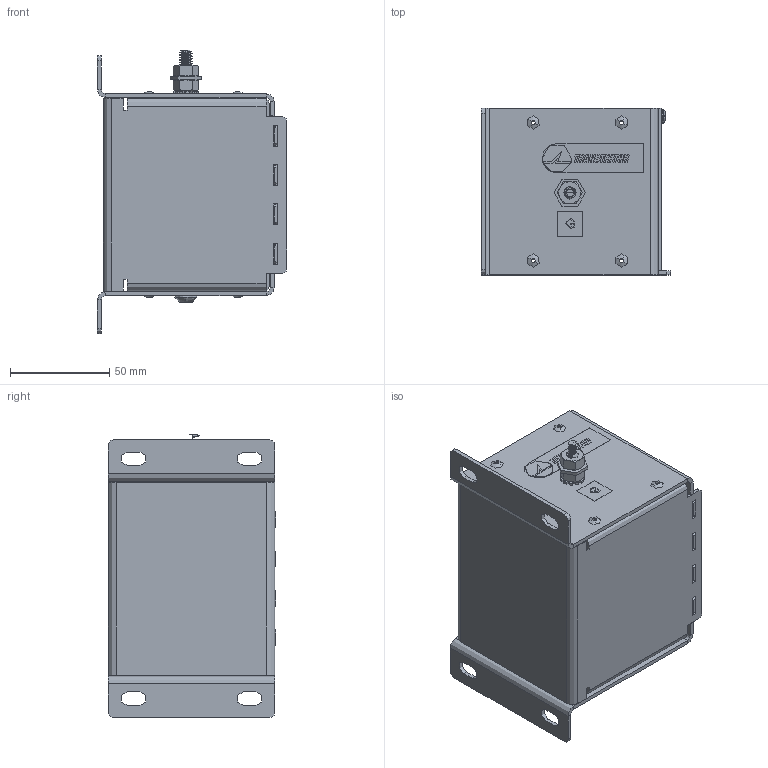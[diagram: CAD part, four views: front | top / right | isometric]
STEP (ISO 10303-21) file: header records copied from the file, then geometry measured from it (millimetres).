
FILE_DESCRIPTION (( 'STEP AP214' ), '1' );
FILE_NAME ('1000-1188-4-E.STEP', '2019-01-16T22:57:11', ( '' ), ( '' ), 'SwSTEP 2.0', 'SolidWorks 2018', '' );
FILE_SCHEMA (( 'AUTOMOTIVE_DESIGN' ));
Length unit declared in the file: inch
Products named in the file (47): 2103-028; 2102-238; 2003-1052; 2100-012; 2103-016; Inside Bracket^2002-283; 2102-214; 2104-020; Outside Bracket^2002-283; 2003-778-5; 2102-214_91249A144; 2004-152; 1000-1188-4-E; 8050-513^1000-1188-4; 102-400-024; 2003-2290; 2002-283; 102-400-024_92941A542
Assembly tree (38 placements, depth 3):
  2103-028
  2003-1052
  2003-778-5
  2004-152
  1000-1188-4-E
    2102-214
    2100-012
    2102-214
    2102-214
    2100-012
    102-400-024
    2100-012
    2102-214
Bounding box: 95.12 x 84.14 x 142.4 mm (x, y, z)
Volume: 105062.6 mm3; surface area: 119565.4 mm2
Topology: 43 solids, 43 shells, 1349 faces, 3489 edges, 2261 vertices
Faces by surface type: plane 573, cylinder 521, cone 152, torus 48, bspline 29, sphere 26
Entity records: 40991 total; most frequent: CARTESIAN_POINT 14792, ORIENTED_EDGE 4394, DIRECTION 3990, EDGE_CURVE 2197, VERTEX_POINT 1405, LINE 1338, VECTOR 1338, AXIS2_PLACEMENT_3D 1326
